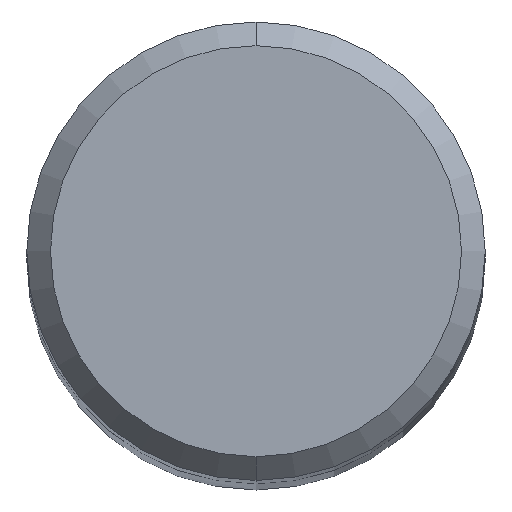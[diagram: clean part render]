
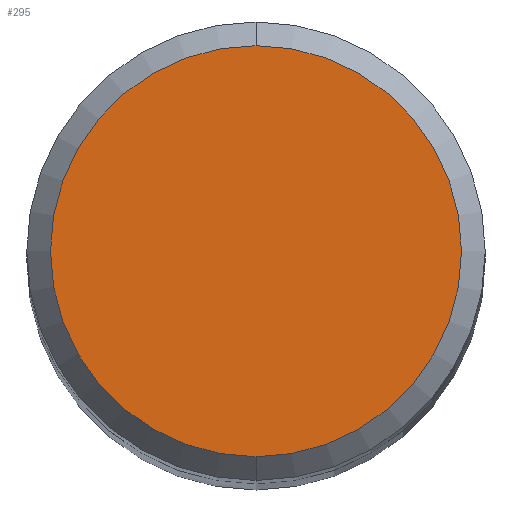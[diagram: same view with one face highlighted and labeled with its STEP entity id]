
A CAD part, top view. The second image highlights one B-rep face of the part: STEP entity #295.
In plain terms, the highlighted planar face has unit normal (0, 0, 1).
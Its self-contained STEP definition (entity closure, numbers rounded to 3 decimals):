
#187=EDGE_CURVE('',#251,#201,#450,.T.);
#201=VERTEX_POINT('',#464);
#251=VERTEX_POINT('',#521);
#261=EDGE_CURVE('',#201,#251,#532,.T.);
#295=ADVANCED_FACE('',(#569),#570,.T.);
#450=CIRCLE('',#807,5.2);
#464=CARTESIAN_POINT('',(0.,-5.2,46.0));
#521=CARTESIAN_POINT('',(0.0,5.2,46.0));
#532=CIRCLE('',#1001,5.2);
#569=FACE_OUTER_BOUND('',#1067,.T.);
#570=PLANE('',#1068);
#807=AXIS2_PLACEMENT_3D('',#1321,#1322,#1323);
#1001=AXIS2_PLACEMENT_3D('',#1424,#1425,#1426);
#1067=EDGE_LOOP('',(#1459,#1460));
#1068=AXIS2_PLACEMENT_3D('',#1461,#1462,#1463);
#1321=CARTESIAN_POINT('',(0.0,0.0,46.0));
#1322=DIRECTION('',(0.0,0.0,-1.0));
#1323=DIRECTION('',(0.0,1.0,0.0));
#1424=CARTESIAN_POINT('',(0.0,0.0,46.0));
#1425=DIRECTION('',(0.0,0.0,-1.0));
#1426=DIRECTION('',(0.0,1.0,0.0));
#1459=ORIENTED_EDGE('',*,*,#187,.F.);
#1460=ORIENTED_EDGE('',*,*,#261,.F.);
#1461=CARTESIAN_POINT('',(0.0,2.6,46.0));
#1462=DIRECTION('',(-0.0,0.0,1.0));
#1463=DIRECTION('',(0.0,-1.0,0.0));
